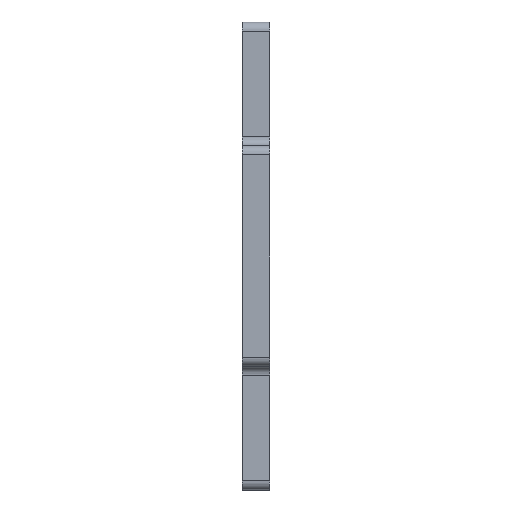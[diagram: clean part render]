
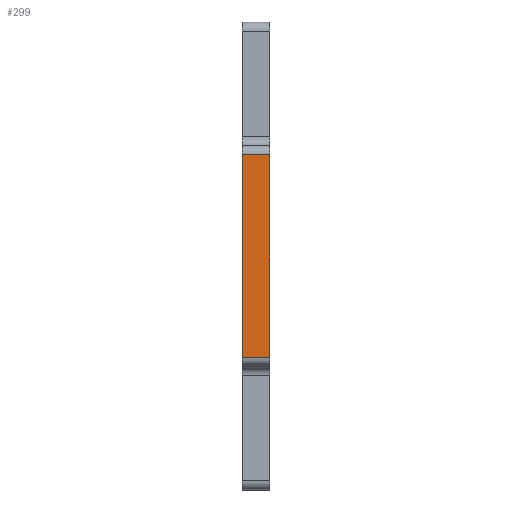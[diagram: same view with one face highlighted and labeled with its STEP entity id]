
A CAD part, left-side view. The second image highlights one B-rep face of the part: STEP entity #299.
In plain terms, the highlighted planar face has unit normal (-1, 0, 0).
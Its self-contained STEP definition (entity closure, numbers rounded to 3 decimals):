
#299 = ADVANCED_FACE ( 'NONE', ( #772 ), #615, .F. ) ;
#303 = VERTEX_POINT ( 'NONE', #932 ) ;
#308 = CARTESIAN_POINT ( 'NONE',  ( -23.32, 3., -11.27 ) ) ;
#372 = VECTOR ( 'NONE', #725, 1000. ) ;
#395 = EDGE_CURVE ( 'NONE', #767, #655, #669, .T. ) ;
#423 = AXIS2_PLACEMENT_3D ( 'NONE', #1135, #1347, #722 ) ;
#447 = VECTOR ( 'NONE', #1349, 1000. ) ;
#537 = CARTESIAN_POINT ( 'NONE',  ( -23.32, 3., 11.27 ) ) ;
#615 = PLANE ( 'NONE',  #423 ) ;
#627 = LINE ( 'NONE', #537, #1150 ) ;
#633 = CARTESIAN_POINT ( 'NONE',  ( -23.32, 0., 11.27 ) ) ;
#654 = DIRECTION ( 'NONE',  ( 0., 0., 1. ) ) ;
#655 = VERTEX_POINT ( 'NONE', #633 ) ;
#669 = LINE ( 'NONE', #1031, #447 ) ;
#671 = VECTOR ( 'NONE', #654, 1000. ) ;
#682 = EDGE_CURVE ( 'NONE', #655, #1052, #627, .T. ) ;
#722 = DIRECTION ( 'NONE',  ( 0., 0., -1. ) ) ;
#725 = DIRECTION ( 'NONE',  ( 0., -1., 0. ) ) ;
#743 = EDGE_LOOP ( 'NONE', ( #948, #1158, #1136, #1289 ) ) ;
#760 = CARTESIAN_POINT ( 'NONE',  ( -23.32, 3., 12.27 ) ) ;
#767 = VERTEX_POINT ( 'NONE', #1272 ) ;
#772 = FACE_OUTER_BOUND ( 'NONE', #743, .T. ) ;
#788 = EDGE_CURVE ( 'NONE', #303, #1052, #1197, .T. ) ;
#802 = LINE ( 'NONE', #308, #372 ) ;
#897 = CARTESIAN_POINT ( 'NONE',  ( -23.32, 3., 11.27 ) ) ;
#932 = CARTESIAN_POINT ( 'NONE',  ( -23.32, 3., -11.27 ) ) ;
#948 = ORIENTED_EDGE ( 'NONE', *, *, #788, .F. ) ;
#1031 = CARTESIAN_POINT ( 'NONE',  ( -23.32, 0., 12.27 ) ) ;
#1052 = VERTEX_POINT ( 'NONE', #897 ) ;
#1135 = CARTESIAN_POINT ( 'NONE',  ( -23.32, 3., 12.27 ) ) ;
#1136 = ORIENTED_EDGE ( 'NONE', *, *, #395, .T. ) ;
#1144 = EDGE_CURVE ( 'NONE', #303, #767, #802, .T. ) ;
#1150 = VECTOR ( 'NONE', #1264, 1000. ) ;
#1158 = ORIENTED_EDGE ( 'NONE', *, *, #1144, .T. ) ;
#1197 = LINE ( 'NONE', #760, #671 ) ;
#1264 = DIRECTION ( 'NONE',  ( 0., 1., 0. ) ) ;
#1272 = CARTESIAN_POINT ( 'NONE',  ( -23.32, 0., -11.27 ) ) ;
#1289 = ORIENTED_EDGE ( 'NONE', *, *, #682, .T. ) ;
#1347 = DIRECTION ( 'NONE',  ( 1., 0., 0. ) ) ;
#1349 = DIRECTION ( 'NONE',  ( 0., 0., 1. ) ) ;
